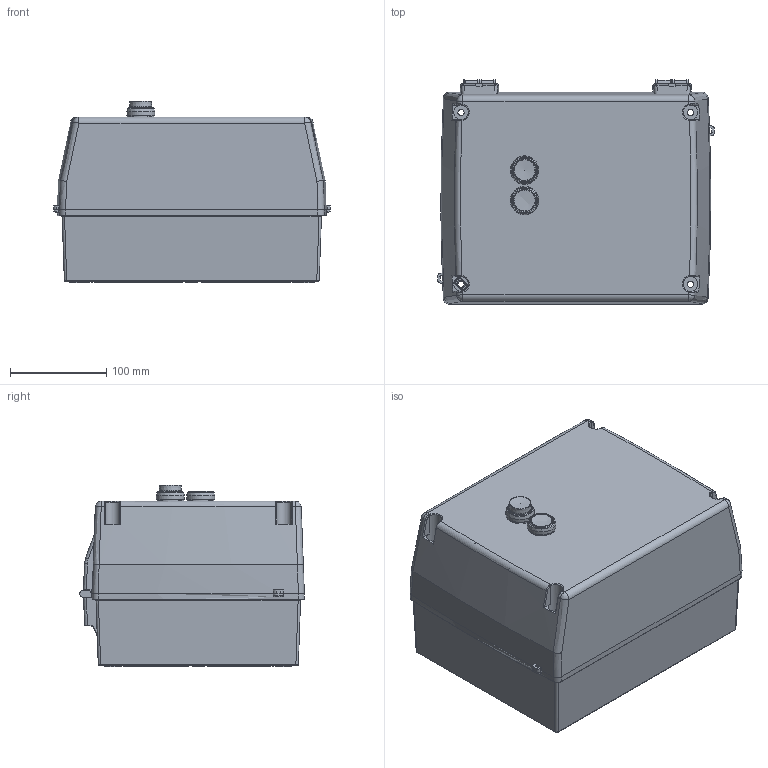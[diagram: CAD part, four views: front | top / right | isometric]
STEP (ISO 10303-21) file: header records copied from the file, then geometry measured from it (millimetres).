
FILE_DESCRIPTION(/* description */ (''),/* implementation_level */ '2;1');
FILE_NAME(/* name */ 'M3PA.stp',/* time_stamp */ '2019-10-25T13:09:02+02:00',/* author */ (''),/* organization */ (''),/* preprocessor_version */ 'ST-DEVELOPER v16',/* originating_system */ 'SIEMENS PLM Software NX 10.0',/* authorisation */ '');
FILE_SCHEMA (('AP203_CONFIGURATION_CONTROLLED_3D_DESIGN_OF_MECHANICAL_PARTS_AND_ASSEMBLIES_MIM_LF { 1 0 10303 403 2 1 2}'));
Length unit declared in the file: millimetre
Products named in the file (1): Rugg2AB099EDx0kh
Bounding box: 287.2 x 233 x 188.7 mm (x, y, z)
Surface area: 358645.6 mm2 (no closed solid volume)
Topology: 0 solids, 19 shells, 743 faces, 3516 edges, 2696 vertices
Faces by surface type: plane 332, cylinder 222, bspline 94, torus 52, cone 25, sphere 18
Full cylindrical faces by diameter (mm): 3.2 x4, 6.4 x4, 7 x4, 12.2 x9, 15.2 x4, 16 x3, 22.8 x1, 28.3 x2
Entity records: 39623 total; most frequent: CARTESIAN_POINT 14034, ORIENTED_EDGE 4800, DIRECTION 4672, EDGE_CURVE 3406, VERTEX_POINT 2661, LINE 1802, VECTOR 1802, AXIS2_PLACEMENT_3D 1435
